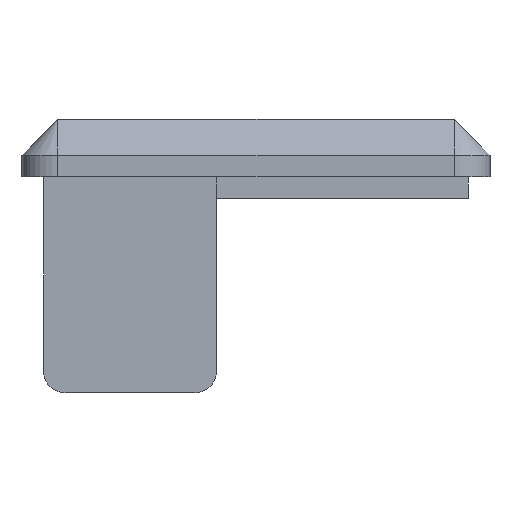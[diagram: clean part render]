
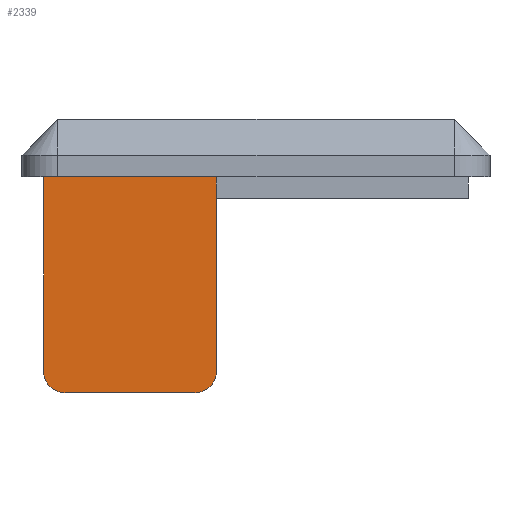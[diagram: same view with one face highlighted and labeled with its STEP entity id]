
A CAD part, front view. The second image highlights one B-rep face of the part: STEP entity #2339.
In plain terms, the highlighted planar face has unit normal (0, -1, 0).
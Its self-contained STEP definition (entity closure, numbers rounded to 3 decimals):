
#55=CIRCLE('',#2449,3.);
#56=CIRCLE('',#2451,3.);
#282=FACE_OUTER_BOUND('',#407,.T.);
#407=EDGE_LOOP('',(#1829,#1830,#1831,#1832,#1833,#1834,#1835,#1836));
#636=LINE('',#3962,#872);
#637=LINE('',#3966,#873);
#638=LINE('',#3968,#874);
#639=LINE('',#3970,#875);
#640=LINE('',#3972,#876);
#641=LINE('',#3973,#877);
#872=VECTOR('',#2783,10.);
#873=VECTOR('',#2786,10.);
#874=VECTOR('',#2787,10.);
#875=VECTOR('',#2788,10.);
#876=VECTOR('',#2789,10.);
#877=VECTOR('',#2790,10.);
#1111=VERTEX_POINT('',#3955);
#1112=VERTEX_POINT('',#3957);
#1113=VERTEX_POINT('',#3961);
#1114=VERTEX_POINT('',#3963);
#1115=VERTEX_POINT('',#3965);
#1116=VERTEX_POINT('',#3967);
#1117=VERTEX_POINT('',#3969);
#1118=VERTEX_POINT('',#3971);
#1408=EDGE_CURVE('',#1111,#1112,#55,.T.);
#1410=EDGE_CURVE('',#1113,#1111,#636,.T.);
#1411=EDGE_CURVE('',#1114,#1113,#56,.T.);
#1412=EDGE_CURVE('',#1115,#1114,#637,.T.);
#1413=EDGE_CURVE('',#1116,#1115,#638,.T.);
#1414=EDGE_CURVE('',#1117,#1116,#639,.T.);
#1415=EDGE_CURVE('',#1118,#1117,#640,.T.);
#1416=EDGE_CURVE('',#1118,#1112,#641,.T.);
#1829=ORIENTED_EDGE('',*,*,#1408,.F.);
#1830=ORIENTED_EDGE('',*,*,#1410,.F.);
#1831=ORIENTED_EDGE('',*,*,#1411,.F.);
#1832=ORIENTED_EDGE('',*,*,#1412,.F.);
#1833=ORIENTED_EDGE('',*,*,#1413,.F.);
#1834=ORIENTED_EDGE('',*,*,#1414,.F.);
#1835=ORIENTED_EDGE('',*,*,#1415,.F.);
#1836=ORIENTED_EDGE('',*,*,#1416,.T.);
#2231=PLANE('',#2450);
#2339=ADVANCED_FACE('',(#282),#2231,.T.);
#2449=AXIS2_PLACEMENT_3D('',#3958,#2778,#2779);
#2450=AXIS2_PLACEMENT_3D('',#3960,#2781,#2782);
#2451=AXIS2_PLACEMENT_3D('',#3964,#2784,#2785);
#2778=DIRECTION('center_axis',(0.,1.,0.));
#2779=DIRECTION('ref_axis',(-0.707,0.,-0.707));
#2781=DIRECTION('center_axis',(0.,-1.,0.));
#2782=DIRECTION('ref_axis',(-1.,0.,0.));
#2783=DIRECTION('',(-1.,0.,0.));
#2784=DIRECTION('center_axis',(0.,1.,0.));
#2785=DIRECTION('ref_axis',(0.707,0.,-0.707));
#2786=DIRECTION('',(0.,0.,-1.));
#2787=DIRECTION('',(1.,0.,0.));
#2788=DIRECTION('',(0.,0.,-1.));
#2789=DIRECTION('',(1.,0.,0.));
#2790=DIRECTION('',(0.,0.,-1.));
#3955=CARTESIAN_POINT('',(-59.,-91.,-30.));
#3957=CARTESIAN_POINT('',(-62.,-91.,-27.));
#3958=CARTESIAN_POINT('Origin',(-59.,-91.,-27.));
#3960=CARTESIAN_POINT('Origin',(-38.,-91.,0.));
#3961=CARTESIAN_POINT('',(-41.,-91.,-30.));
#3962=CARTESIAN_POINT('',(-38.,-91.,-30.));
#3963=CARTESIAN_POINT('',(-38.,-91.,-27.));
#3964=CARTESIAN_POINT('Origin',(-41.,-91.,-27.));
#3965=CARTESIAN_POINT('',(-38.,-91.,-3.));
#3966=CARTESIAN_POINT('',(-38.,-91.,0.));
#3967=CARTESIAN_POINT('',(-38.004,-91.,-3.));
#3968=CARTESIAN_POINT('',(-29.251,-91.,-3.));
#3969=CARTESIAN_POINT('',(-38.004,-91.,0.));
#3970=CARTESIAN_POINT('',(-38.004,-91.,0.));
#3971=CARTESIAN_POINT('',(-62.,-91.,0.));
#3972=CARTESIAN_POINT('',(-35.25,-91.,0.));
#3973=CARTESIAN_POINT('',(-62.,-91.,0.));
